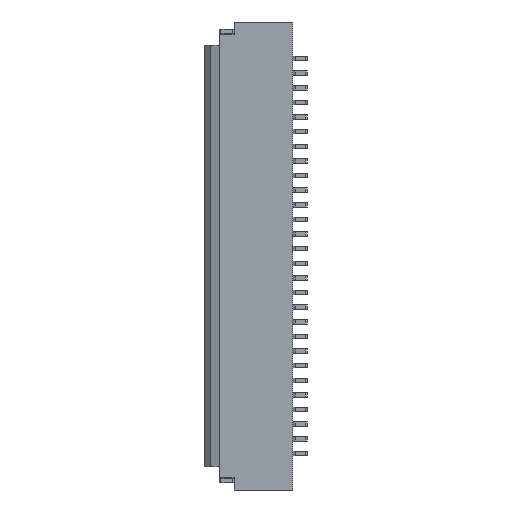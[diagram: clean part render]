
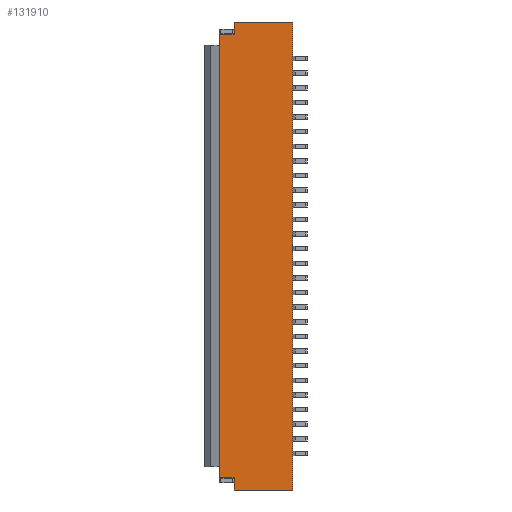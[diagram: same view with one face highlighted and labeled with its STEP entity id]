
A CAD part, front view. The second image highlights one B-rep face of the part: STEP entity #131910.
In plain terms, the highlighted planar face has unit normal (0, -1, 0).
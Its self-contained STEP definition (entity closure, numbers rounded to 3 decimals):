
#4470=CARTESIAN_POINT('',(8.,0.,5.162));
#4480=DIRECTION('',(1.,0.,0.));
#4490=VECTOR('',#4480,1.);
#4500=LINE('',#4470,#4490);
#4510=CARTESIAN_POINT('',(8.,0.,5.162));
#4520=VERTEX_POINT('',#4510);
#4530=CARTESIAN_POINT('',(10.,0.,5.162));
#4540=VERTEX_POINT('',#4530);
#4550=EDGE_CURVE('',#4520,#4540,#4500,.T.);
#8710=CARTESIAN_POINT('',(8.,0.,4.925));
#8720=DIRECTION('',(0.,0.,-1.));
#8730=VECTOR('',#8720,1.);
#8740=LINE('',#8710,#8730);
#8750=CARTESIAN_POINT('',(8.,0.,4.75));
#8760=VERTEX_POINT('',#8750);
#8770=EDGE_CURVE('',#4520,#8760,#8740,.T.);
#12260=CARTESIAN_POINT('',(7.5,0.,-10.425));
#12270=VERTEX_POINT('',#12260);
#12740=CARTESIAN_POINT('',(7.5,0.,4.75));
#12750=VERTEX_POINT('',#12740);
#12780=CARTESIAN_POINT('',(7.5,0.,3.663));
#12790=DIRECTION('',(0.,0.,1.));
#12800=VECTOR('',#12790,1.);
#12810=LINE('',#12780,#12800);
#12820=EDGE_CURVE('',#12270,#12750,#12810,.T.);
#24200=CARTESIAN_POINT('',(10.,0.,-10.838));
#24210=VERTEX_POINT('',#24200);
#24240=CARTESIAN_POINT('',(10.,0.,-15.675));
#24250=DIRECTION('',(0.,0.,1.));
#24260=VECTOR('',#24250,1.);
#24270=LINE('',#24240,#24260);
#24280=EDGE_CURVE('',#24210,#4540,#24270,.T.);
#24660=CARTESIAN_POINT('',(10.,0.,4.75));
#24670=DIRECTION('',(1.,0.,0.));
#24680=VECTOR('',#24670,1.);
#24690=LINE('',#24660,#24680);
#24700=EDGE_CURVE('',#12750,#8760,#24690,.T.);
#46130=CARTESIAN_POINT('',(8.,0.,-10.838));
#46140=VERTEX_POINT('',#46130);
#46170=CARTESIAN_POINT('',(8.,0.,-10.838));
#46180=DIRECTION('',(1.,0.,0.));
#46190=VECTOR('',#46180,1.);
#46200=LINE('',#46170,#46190);
#46210=EDGE_CURVE('',#46140,#24210,#46200,.T.);
#130710=CARTESIAN_POINT('',(10.,0.,-10.425));
#130720=DIRECTION('',(1.,0.,0.));
#130730=VECTOR('',#130720,1.);
#130740=LINE('',#130710,#130730);
#130750=CARTESIAN_POINT('',(8.,0.,-10.425));
#130760=VERTEX_POINT('',#130750);
#130770=EDGE_CURVE('',#12270,#130760,#130740,.T.);
#131710=CARTESIAN_POINT('',(7.5,0.,8.5));
#131720=DIRECTION('',(0.,-1.,0.));
#131730=DIRECTION('',(1.,0.,0.));
#131740=AXIS2_PLACEMENT_3D('',#131710,#131720,#131730);
#131750=PLANE('',#131740);
#131760=ORIENTED_EDGE('',*,*,#24700,.F.);
#131770=ORIENTED_EDGE('',*,*,#8770,.T.);
#131780=ORIENTED_EDGE('',*,*,#4550,.F.);
#131790=ORIENTED_EDGE('',*,*,#24280,.T.);
#131800=ORIENTED_EDGE('',*,*,#46210,.T.);
#131810=CARTESIAN_POINT('',(8.,0.,-10.6));
#131820=DIRECTION('',(0.,0.,1.));
#131830=VECTOR('',#131820,1.);
#131840=LINE('',#131810,#131830);
#131850=EDGE_CURVE('',#46140,#130760,#131840,.T.);
#131860=ORIENTED_EDGE('',*,*,#131850,.F.);
#131870=ORIENTED_EDGE('',*,*,#130770,.T.);
#131880=ORIENTED_EDGE('',*,*,#12820,.F.);
#131890=EDGE_LOOP('',(#131880,#131870,#131860,#131800,#131790,#131780,
#131770,#131760));
#131900=FACE_OUTER_BOUND('',#131890,.T.);
#131910=ADVANCED_FACE('',(#131900),#131750,.T.);
